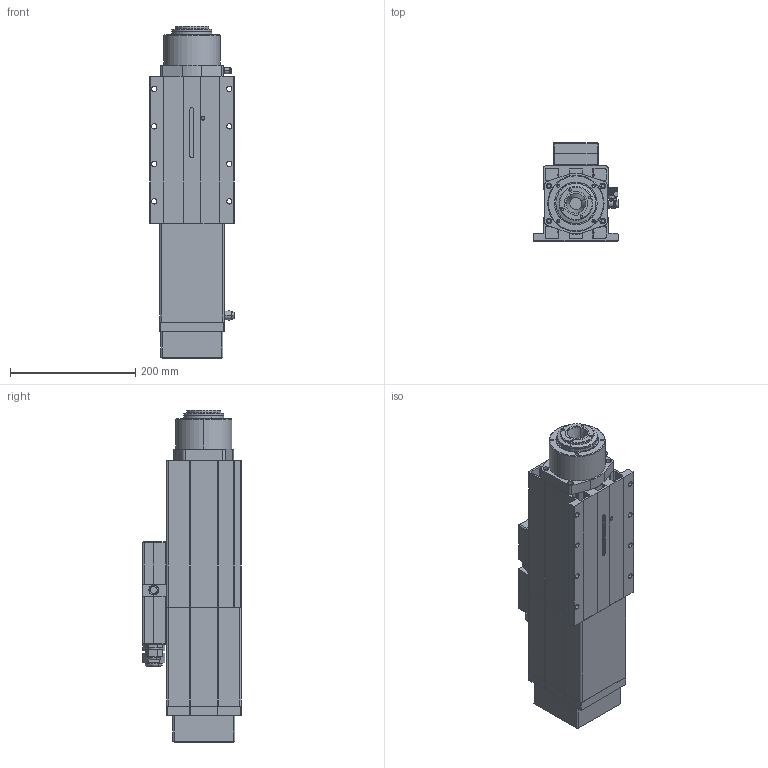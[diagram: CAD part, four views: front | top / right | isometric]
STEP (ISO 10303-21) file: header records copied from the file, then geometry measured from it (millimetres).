
FILE_DESCRIPTION (( 'STEP AP214' ), '1' );
FILE_NAME ('GDL60-30-24Z-6.0-4.STEP', '2024-07-03T10:36:37', ( '00' ), ( '' ), 'SwSTEP 2.0', 'SolidWorks 2018', '' );
FILE_SCHEMA (( 'AUTOMOTIVE_DESIGN' ));
Length unit declared in the file: millimetre
Products named in the file (13): 偌聽; 湮脣芛; fengjizhao; GDL60-30-24Z-6.0-4P儂褲湍褐; 粣; 堤盄碟IIㄗ碟裔ㄘ; PH801; GDL60-30-24Z-6.0-4P蟀諉极; 苤脣芛; 堤盄碟IIㄗ菁碟ㄘ; 傷裔; PH4M5; GDL60-30-24Z-6.0-4
Assembly tree (12 placements, depth 2):
  GDL60-30-24Z-6.0-4
    傷裔
    fengjizhao
    堤盄碟IIㄗ菁碟ㄘ
    堤盄碟IIㄗ碟裔ㄘ
    偌聽
    湮脣芛
    苤脣芛
    粣
    GDL60-30-24Z-6.0-4P儂褲湍褐
    GDL60-30-24Z-6.0-4P蟀諉极
    PH801
    PH4M5
Bounding box: 135.6 x 157.85 x 531 mm (x, y, z)
Volume: 2658289.6 mm3; surface area: 755321 mm2
Topology: 13 solids, 13 shells, 846 faces, 2189 edges, 1398 vertices
Faces by surface type: cylinder 375, plane 368, cone 73, bspline 30
Entity records: 35343 total; most frequent: CARTESIAN_POINT 5960, DIRECTION 4601, ORIENTED_EDGE 4326, EDGE_CURVE 2163, AXIS2_PLACEMENT_3D 1671, VERTEX_POINT 1398, VECTOR 1259, LINE 1259
